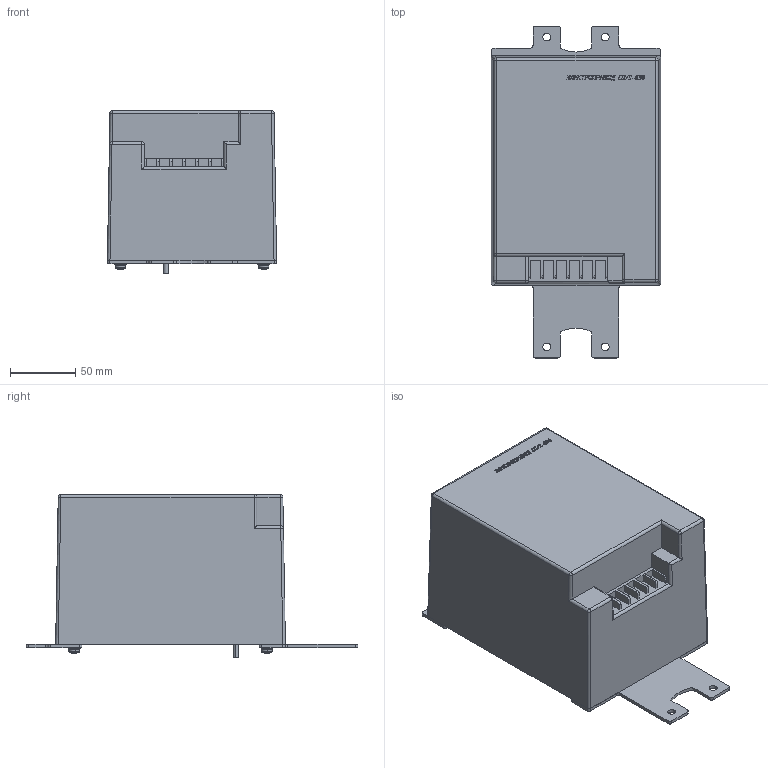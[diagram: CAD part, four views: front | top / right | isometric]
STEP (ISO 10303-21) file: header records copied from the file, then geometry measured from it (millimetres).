
FILE_DESCRIPTION (( 'STEP AP203' ), '1' );
FILE_NAME ('mccb99c-a-21 Ýëåêòðîïðèâîä ê ÂÀ-99Ñ (Compact NS) CD-2-630 EKF PROxima.STEP', '2020-04-07T15:40:38', ( '' ), ( '' ), 'SwSTEP 2.0', 'SolidWorks 2019', '' );
FILE_SCHEMA (( 'CONFIG_CONTROL_DESIGN' ));
Length unit declared in the file: millimetre
Products named in the file (7): ﾃﾌﾐﾔ.734311.004 ﾊ煇鳫_レ数.734311.004 癌ｮｭ鞣･ｩｭ; Ýëåêòðîïðèâîä ê CD-99-630À_00; ﾘ琺矜 DIN 128_丐ｩ｡ 4 DIN 128; mccb99c-a-21 Ýëåêòðîïðèâîä ê ÂÀ-99Ñ (Compact NS) CD-2-630 EKF PROxima; ﾘ琺矜 DIN 125 ﾀ_丐ｩ｡ 4 DIN 125 ; ﾃﾌﾐﾔ.734311.003 ﾊ煇鳫_レ数.734311.003 癌ｮｭ鞣･ｩｭ; Âèíò Ì4 DIN 7985_‚¨­â Œ4å16 DIN 7985
Assembly tree (15 placements, depth 2):
  mccb99c-a-21 Ýëåêòðîïðèâîä ê ÂÀ-99Ñ (Compact NS) CD-2-630 EKF PROxima
    Ýëåêòðîïðèâîä ê CD-99-630À_00
    ﾃﾌﾐﾔ.734311.004 ﾊ煇鳫_レ数.734311.004 癌ｮｭ鞣･ｩｭ
    ﾃﾌﾐﾔ.734311.003 ﾊ煇鳫_レ数.734311.003 癌ｮｭ鞣･ｩｭ
    ﾘ琺矜 DIN 125 ﾀ_丐ｩ｡ 4 DIN 125   x4
    ﾘ琺矜 DIN 128_丐ｩ｡ 4 DIN 128  x4
    Âèíò Ì4 DIN 7985_‚¨­â Œ4å16 DIN 7985  x4
Bounding box: 130 x 255 x 125 mm (x, y, z)
Volume: 2522579.5 mm3; surface area: 139600.8 mm2
Topology: 15 solids, 15 shells, 767 faces, 2034 edges, 1328 vertices
Faces by surface type: plane 330, bspline 260, cylinder 114, torus 24, cone 24, sphere 15
Entity records: 27442 total; most frequent: CARTESIAN_POINT 12378, ORIENTED_EDGE 3378, DIRECTION 2098, EDGE_CURVE 1689, VERTEX_POINT 1115, LINE 948, VECTOR 948, EDGE_LOOP 678
